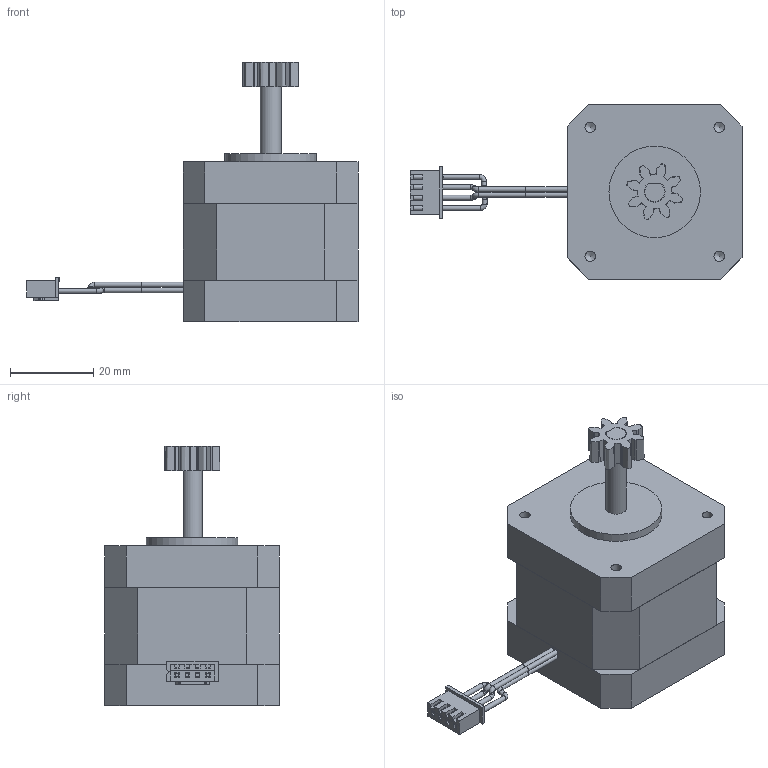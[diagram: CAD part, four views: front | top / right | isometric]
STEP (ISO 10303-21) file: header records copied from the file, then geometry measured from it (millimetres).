
FILE_DESCRIPTION (( 'STEP AP214' ), '1' );
FILE_NAME ('1017-Z1P-A.STEP', '2013-05-15T14:37:35', ( '3DAssist' ), ( '' ), 'SwSTEP 2.0', 'SolidWorks 2013', '' );
FILE_SCHEMA (( 'AUTOMOTIVE_DESIGN' ));
Length unit declared in the file: millimetre
Products named in the file (1): 1017-Z1P-A
Bounding box: 79.82 x 42 x 62.5 mm (x, y, z)
Volume: 66344.9 mm3; surface area: 19382.4 mm2
Topology: 10 solids, 10 shells, 264 faces, 694 edges, 452 vertices
Faces by surface type: plane 209, cylinder 33, bspline 10, torus 8, cone 4
Full cylindrical faces by diameter (mm): 1.2 x16, 2.5 x4, 22 x1
Entity records: 9198 total; most frequent: CARTESIAN_POINT 2458, ORIENTED_EDGE 1306, DIRECTION 1159, EDGE_CURVE 653, VECTOR 517, LINE 517, VERTEX_POINT 444, AXIS2_PLACEMENT_3D 321
